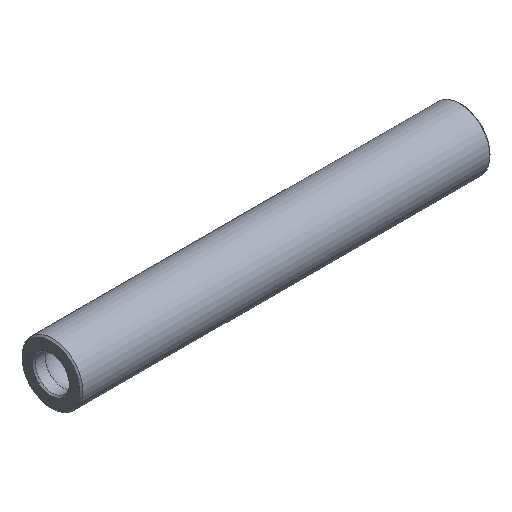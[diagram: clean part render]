
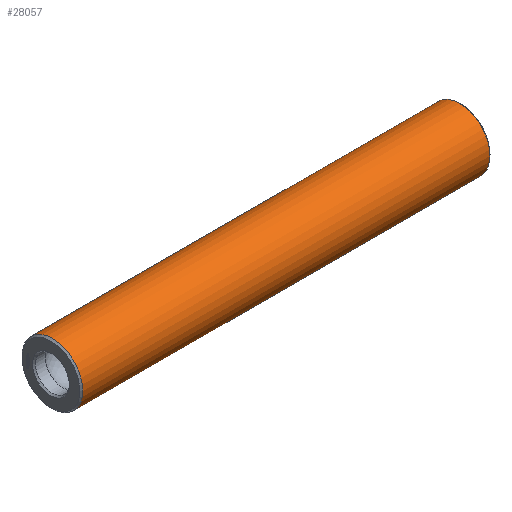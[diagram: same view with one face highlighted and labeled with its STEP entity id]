
A CAD part, isometric view. The second image highlights one B-rep face of the part: STEP entity #28057.
In plain terms, the highlighted cylindrical face has radius 6.25 mm (diameter 12.5 mm), a full revolution.
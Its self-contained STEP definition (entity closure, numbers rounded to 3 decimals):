
#134 = CONICAL_SURFACE('',#135,5.95,0.785);
#135 = AXIS2_PLACEMENT_3D('',#136,#137,#138);
#136 = CARTESIAN_POINT('',(-84.375,0.,0.));
#137 = DIRECTION('',(1.,0.,0.));
#138 = DIRECTION('',(0.,0.,1.));
#10437 = VERTEX_POINT('',#10438);
#10438 = CARTESIAN_POINT('',(-84.075,0.,6.25));
#10459 = EDGE_CURVE('',#10437,#10437,#10460,.T.);
#10460 = SURFACE_CURVE('',#10461,(#10466,#10473),.PCURVE_S1.);
#10461 = CIRCLE('',#10462,6.25);
#10462 = AXIS2_PLACEMENT_3D('',#10463,#10464,#10465);
#10463 = CARTESIAN_POINT('',(-84.075,0.,0.));
#10464 = DIRECTION('',(1.,0.,0.));
#10465 = DIRECTION('',(0.,0.,1.));
#10466 = PCURVE('',#134,#10467);
#10467 = DEFINITIONAL_REPRESENTATION('',(#10468),#10472);
#10468 = LINE('',#10469,#10470);
#10469 = CARTESIAN_POINT('',(0.,0.3));
#10470 = VECTOR('',#10471,1.);
#10471 = DIRECTION('',(1.,0.));
#10472 = ( GEOMETRIC_REPRESENTATION_CONTEXT(2) 
PARAMETRIC_REPRESENTATION_CONTEXT() REPRESENTATION_CONTEXT('2D SPACE',''
  ) );
#10473 = PCURVE('',#10474,#10479);
#10474 = CYLINDRICAL_SURFACE('',#10475,6.25);
#10475 = AXIS2_PLACEMENT_3D('',#10476,#10477,#10478);
#10476 = CARTESIAN_POINT('',(-84.075,0.,0.));
#10477 = DIRECTION('',(1.,0.,0.));
#10478 = DIRECTION('',(0.,0.,1.));
#10479 = DEFINITIONAL_REPRESENTATION('',(#10480),#10484);
#10480 = LINE('',#10481,#10482);
#10481 = CARTESIAN_POINT('',(0.,0.));
#10482 = VECTOR('',#10483,1.);
#10483 = DIRECTION('',(1.,0.));
#10484 = ( GEOMETRIC_REPRESENTATION_CONTEXT(2) 
PARAMETRIC_REPRESENTATION_CONTEXT() REPRESENTATION_CONTEXT('2D SPACE',''
  ) );
#28057 = ADVANCED_FACE('',(#28058),#10474,.T.);
#28058 = FACE_BOUND('',#28059,.T.);
#28059 = EDGE_LOOP('',(#28060,#28061,#28084,#28111));
#28060 = ORIENTED_EDGE('',*,*,#10459,.T.);
#28061 = ORIENTED_EDGE('',*,*,#28062,.T.);
#28062 = EDGE_CURVE('',#10437,#28063,#28065,.T.);
#28063 = VERTEX_POINT('',#28064);
#28064 = CARTESIAN_POINT('',(-0.3,0.,6.25));
#28065 = SEAM_CURVE('',#28066,(#28070,#28077),.PCURVE_S1.);
#28066 = LINE('',#28067,#28068);
#28067 = CARTESIAN_POINT('',(-84.075,0.,6.25));
#28068 = VECTOR('',#28069,1.);
#28069 = DIRECTION('',(1.,0.,0.));
#28070 = PCURVE('',#10474,#28071);
#28071 = DEFINITIONAL_REPRESENTATION('',(#28072),#28076);
#28072 = LINE('',#28073,#28074);
#28073 = CARTESIAN_POINT('',(0.,0.));
#28074 = VECTOR('',#28075,1.);
#28075 = DIRECTION('',(0.,1.));
#28076 = ( GEOMETRIC_REPRESENTATION_CONTEXT(2) 
PARAMETRIC_REPRESENTATION_CONTEXT() REPRESENTATION_CONTEXT('2D SPACE',''
  ) );
#28077 = PCURVE('',#10474,#28078);
#28078 = DEFINITIONAL_REPRESENTATION('',(#28079),#28083);
#28079 = LINE('',#28080,#28081);
#28080 = CARTESIAN_POINT('',(6.283,0.));
#28081 = VECTOR('',#28082,1.);
#28082 = DIRECTION('',(0.,1.));
#28083 = ( GEOMETRIC_REPRESENTATION_CONTEXT(2) 
PARAMETRIC_REPRESENTATION_CONTEXT() REPRESENTATION_CONTEXT('2D SPACE',''
  ) );
#28084 = ORIENTED_EDGE('',*,*,#28085,.F.);
#28085 = EDGE_CURVE('',#28063,#28063,#28086,.T.);
#28086 = SURFACE_CURVE('',#28087,(#28092,#28099),.PCURVE_S1.);
#28087 = CIRCLE('',#28088,6.25);
#28088 = AXIS2_PLACEMENT_3D('',#28089,#28090,#28091);
#28089 = CARTESIAN_POINT('',(-0.3,0.,0.));
#28090 = DIRECTION('',(1.,0.,0.));
#28091 = DIRECTION('',(0.,0.,1.));
#28092 = PCURVE('',#10474,#28093);
#28093 = DEFINITIONAL_REPRESENTATION('',(#28094),#28098);
#28094 = LINE('',#28095,#28096);
#28095 = CARTESIAN_POINT('',(0.,83.775));
#28096 = VECTOR('',#28097,1.);
#28097 = DIRECTION('',(1.,0.));
#28098 = ( GEOMETRIC_REPRESENTATION_CONTEXT(2) 
PARAMETRIC_REPRESENTATION_CONTEXT() REPRESENTATION_CONTEXT('2D SPACE',''
  ) );
#28099 = PCURVE('',#28100,#28105);
#28100 = CONICAL_SURFACE('',#28101,6.25,0.785);
#28101 = AXIS2_PLACEMENT_3D('',#28102,#28103,#28104);
#28102 = CARTESIAN_POINT('',(-0.3,0.,0.));
#28103 = DIRECTION('',(-1.,-0.,-0.));
#28104 = DIRECTION('',(0.,0.,1.));
#28105 = DEFINITIONAL_REPRESENTATION('',(#28106),#28110);
#28106 = LINE('',#28107,#28108);
#28107 = CARTESIAN_POINT('',(-0.,-0.));
#28108 = VECTOR('',#28109,1.);
#28109 = DIRECTION('',(-1.,-0.));
#28110 = ( GEOMETRIC_REPRESENTATION_CONTEXT(2) 
PARAMETRIC_REPRESENTATION_CONTEXT() REPRESENTATION_CONTEXT('2D SPACE',''
  ) );
#28111 = ORIENTED_EDGE('',*,*,#28062,.F.);
